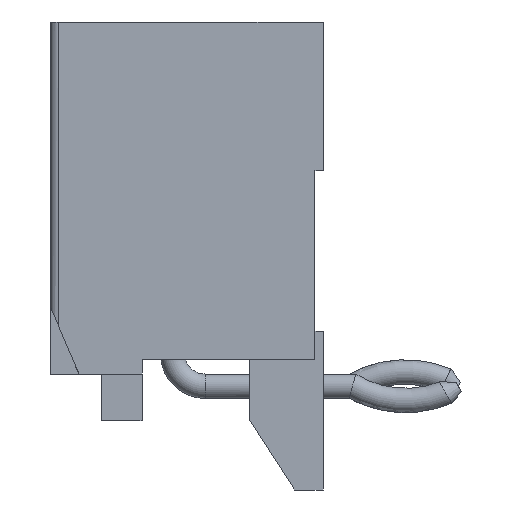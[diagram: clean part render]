
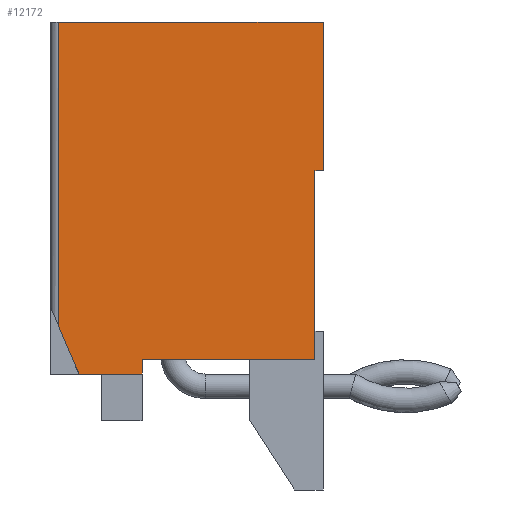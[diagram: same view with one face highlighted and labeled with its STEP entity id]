
A CAD part, left-side view. The second image highlights one B-rep face of the part: STEP entity #12172.
In plain terms, the highlighted planar face has unit normal (-1, 0, 0).
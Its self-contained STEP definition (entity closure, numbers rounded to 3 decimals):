
#49=DIRECTION('',(0.,-1.,0.));
#50=VECTOR('',#49,1.55);
#51=CARTESIAN_POINT('',(-16.2,2.65,-4.325));
#52=LINE('',#51,#50);
#395=DIRECTION('',(0.,-1.,0.));
#396=VECTOR('',#395,6.5);
#397=CARTESIAN_POINT('',(-16.2,3.15,4.325));
#398=LINE('',#397,#396);
#2299=DIRECTION('',(0.,0.,-1.));
#2300=VECTOR('',#2299,7.471);
#2301=CARTESIAN_POINT('',(-16.2,3.15,4.325));
#2302=LINE('',#2301,#2300);
#2321=DIRECTION('',(0.,1.,0.));
#2322=VECTOR('',#2321,0.2);
#2323=CARTESIAN_POINT('',(-16.2,-3.35,0.675));
#2324=LINE('',#2323,#2322);
#2325=DIRECTION('',(0.,0.,1.));
#2326=VECTOR('',#2325,4.65);
#2327=CARTESIAN_POINT('',(-16.2,-3.15,-3.975));
#2328=LINE('',#2327,#2326);
#2329=DIRECTION('',(0.,-1.,0.));
#2330=VECTOR('',#2329,4.25);
#2331=CARTESIAN_POINT('',(-16.2,1.1,-3.975));
#2332=LINE('',#2331,#2330);
#2333=DIRECTION('',(0.,0.,1.));
#2334=VECTOR('',#2333,0.35);
#2335=CARTESIAN_POINT('',(-16.2,1.1,-4.325));
#2336=LINE('',#2335,#2334);
#2337=DIRECTION('',(0.,-0.391,-0.921));
#2338=VECTOR('',#2337,1.28);
#2339=CARTESIAN_POINT('',(-16.2,3.15,-3.146));
#2340=LINE('',#2339,#2338);
#2349=DIRECTION('',(0.,0.,1.));
#2350=VECTOR('',#2349,3.65);
#2351=CARTESIAN_POINT('',(-16.2,-3.35,0.675));
#2352=LINE('',#2351,#2350);
#7243=CARTESIAN_POINT('',(-16.2,-3.35,0.675));
#7244=CARTESIAN_POINT('',(-16.2,-3.15,0.675));
#7245=VERTEX_POINT('',#7243);
#7246=VERTEX_POINT('',#7244);
#7247=CARTESIAN_POINT('',(-16.2,-3.15,-3.975));
#7248=VERTEX_POINT('',#7247);
#7255=CARTESIAN_POINT('',(-16.2,-3.35,4.325));
#7256=VERTEX_POINT('',#7255);
#7355=CARTESIAN_POINT('',(-16.2,1.1,-4.325));
#7356=CARTESIAN_POINT('',(-16.2,1.1,-3.975));
#7357=VERTEX_POINT('',#7355);
#7358=VERTEX_POINT('',#7356);
#7695=CARTESIAN_POINT('',(-16.2,3.15,4.325));
#7696=CARTESIAN_POINT('',(-16.2,3.15,-3.146));
#7697=VERTEX_POINT('',#7695);
#7698=VERTEX_POINT('',#7696);
#9025=CARTESIAN_POINT('',(-16.2,2.65,-4.325));
#9026=VERTEX_POINT('',#9025);
#12150=CARTESIAN_POINT('',(-16.2,3.35,-4.325));
#12151=DIRECTION('',(-1.,0.,0.));
#12152=DIRECTION('',(0.,-1.,0.));
#12153=AXIS2_PLACEMENT_3D('',#12150,#12151,#12152);
#12154=PLANE('',#12153);
#12155=ORIENTED_EDGE('',*,*,#12141,.F.);
#12156=ORIENTED_EDGE('',*,*,#9311,.T.);
#12158=ORIENTED_EDGE('',*,*,#12157,.F.);
#12160=ORIENTED_EDGE('',*,*,#12159,.T.);
#12162=ORIENTED_EDGE('',*,*,#12161,.F.);
#12164=ORIENTED_EDGE('',*,*,#12163,.F.);
#12166=ORIENTED_EDGE('',*,*,#12165,.F.);
#12167=ORIENTED_EDGE('',*,*,#9058,.F.);
#12169=ORIENTED_EDGE('',*,*,#12168,.F.);
#12170=EDGE_LOOP('',(#12155,#12156,#12158,#12160,#12162,#12164,#12166,#12167,
#12169));
#12171=FACE_OUTER_BOUND('',#12170,.F.);
#12172=ADVANCED_FACE('',(#12171),#12154,.T.);
#9058=EDGE_CURVE('',#9026,#7357,#52,.T.);
#9311=EDGE_CURVE('',#7697,#7256,#398,.T.);
#12141=EDGE_CURVE('',#7697,#7698,#2302,.T.);
#12157=EDGE_CURVE('',#7245,#7256,#2352,.T.);
#12159=EDGE_CURVE('',#7245,#7246,#2324,.T.);
#12161=EDGE_CURVE('',#7248,#7246,#2328,.T.);
#12163=EDGE_CURVE('',#7358,#7248,#2332,.T.);
#12165=EDGE_CURVE('',#7357,#7358,#2336,.T.);
#12168=EDGE_CURVE('',#7698,#9026,#2340,.T.);
